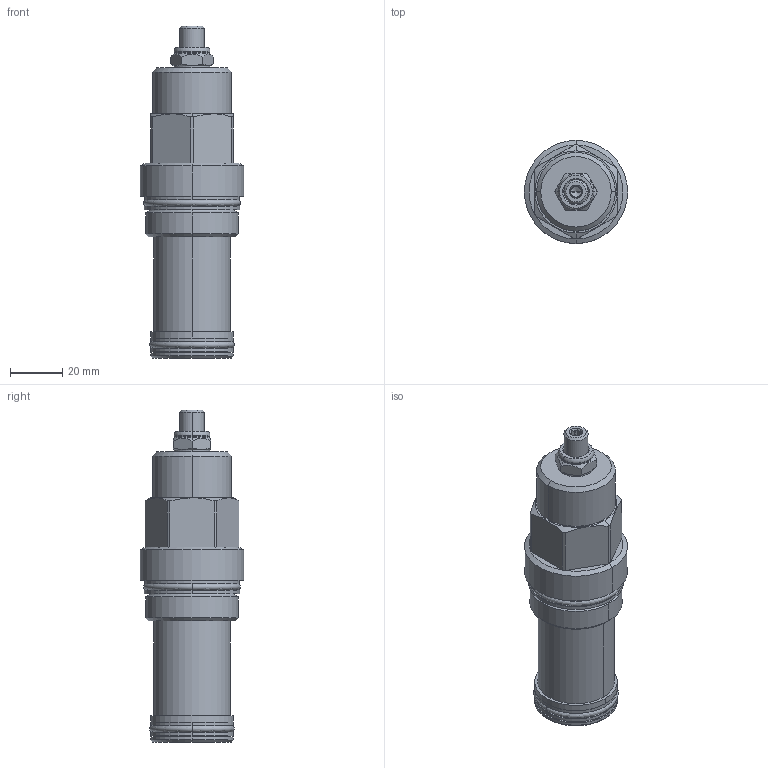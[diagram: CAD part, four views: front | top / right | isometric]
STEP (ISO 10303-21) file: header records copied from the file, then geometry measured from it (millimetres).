
FILE_DESCRIPTION((''),'2;1');
FILE_NAME('NCFB-LCN_PRT','2017-05-18T',('Administrator'),(''),'PRO/ENGINEER BY PARAMETRIC TECHNOLOGY CORPORATION, 2006240','PRO/ENGINEER BY PARAMETRIC TECHNOLOGY CORPORATION, 2006240','');
FILE_SCHEMA(('CONFIG_CONTROL_DESIGN'));
Length unit declared in the file: inch
Products named in the file (1): NCFB-LCN_PRT
Bounding box: 39.6 x 39.6 x 127.36 mm (x, y, z)
Volume: 91444.9 mm3; surface area: 21063.1 mm2
Topology: 3 solids, 7 shells, 237 faces, 528 edges, 318 vertices
Faces by surface type: cylinder 84, plane 67, cone 56, torus 22, revolution 8
Entity records: 7414 total; most frequent: CARTESIAN_POINT 1983, DIRECTION 1228, ORIENTED_EDGE 1048, EDGE_CURVE 524, AXIS2_PLACEMENT_3D 513, VERTEX_POINT 318, CIRCLE 284, EDGE_LOOP 266
